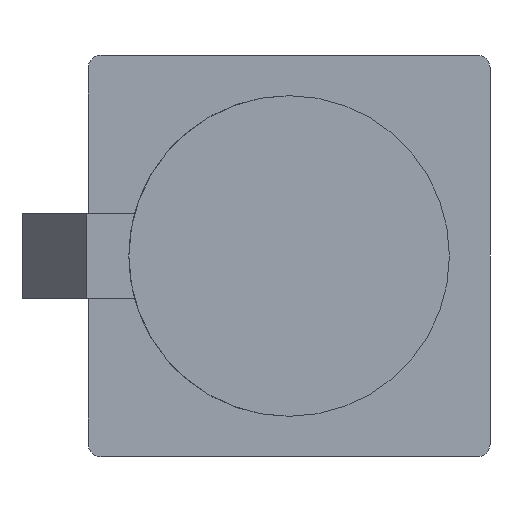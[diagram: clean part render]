
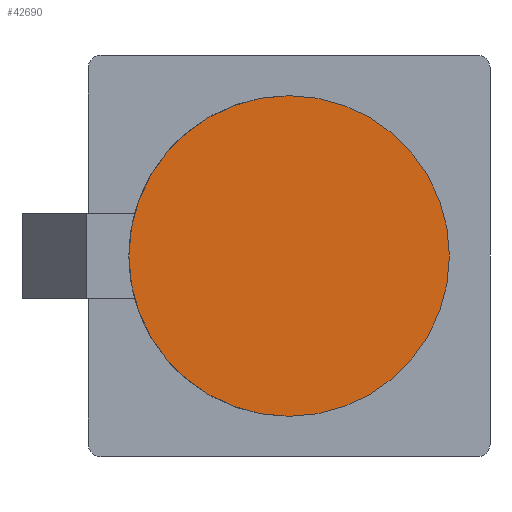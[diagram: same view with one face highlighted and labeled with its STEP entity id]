
A CAD part, left-side view. The second image highlights one B-rep face of the part: STEP entity #42690.
In plain terms, the highlighted planar face has unit normal (-1, 0, 0).
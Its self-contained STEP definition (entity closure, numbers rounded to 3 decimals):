
#2140 = PLANE ( 'NONE',  #11400 ) ;
#3761 = VERTEX_POINT ( 'NONE', #9091 ) ;
#9091 = CARTESIAN_POINT ( 'NONE',  ( -231.2, 0., -3.75 ) ) ;
#9190 = DIRECTION ( 'NONE',  ( 0., 0., 1. ) ) ;
#10104 = EDGE_LOOP ( 'NONE', ( #19081, #34971 ) ) ;
#11400 = AXIS2_PLACEMENT_3D ( 'NONE', #16167, #39310, #9190 ) ;
#13796 = AXIS2_PLACEMENT_3D ( 'NONE', #32526, #25654, #32221 ) ;
#14750 = FACE_OUTER_BOUND ( 'NONE', #10104, .T. ) ;
#16167 = CARTESIAN_POINT ( 'NONE',  ( -231.2, 0., 0. ) ) ;
#17713 = CARTESIAN_POINT ( 'NONE',  ( -231.2, 0., 0. ) ) ;
#17755 = CARTESIAN_POINT ( 'NONE',  ( -231.2, 0., 3.75 ) ) ;
#19081 = ORIENTED_EDGE ( 'NONE', *, *, #34428, .T. ) ;
#20660 = DIRECTION ( 'NONE',  ( 0., 0., 1. ) ) ;
#25654 = DIRECTION ( 'NONE',  ( -1., 0., 0. ) ) ;
#26890 = CIRCLE ( 'NONE', #43886, 3.75 ) ;
#27424 = CIRCLE ( 'NONE', #13796, 3.75 ) ;
#29431 = EDGE_CURVE ( 'NONE', #3761, #38454, #27424, .T. ) ;
#32221 = DIRECTION ( 'NONE',  ( 0., 0., 1. ) ) ;
#32526 = CARTESIAN_POINT ( 'NONE',  ( -231.2, 0., 0. ) ) ;
#34428 = EDGE_CURVE ( 'NONE', #38454, #3761, #26890, .T. ) ;
#34971 = ORIENTED_EDGE ( 'NONE', *, *, #29431, .T. ) ;
#38454 = VERTEX_POINT ( 'NONE', #17755 ) ;
#39310 = DIRECTION ( 'NONE',  ( -1., 0., 0. ) ) ;
#41051 = DIRECTION ( 'NONE',  ( -1., 0., 0. ) ) ;
#42690 = ADVANCED_FACE ( 'NONE', ( #14750 ), #2140, .T. ) ;
#43886 = AXIS2_PLACEMENT_3D ( 'NONE', #17713, #41051, #20660 ) ;
